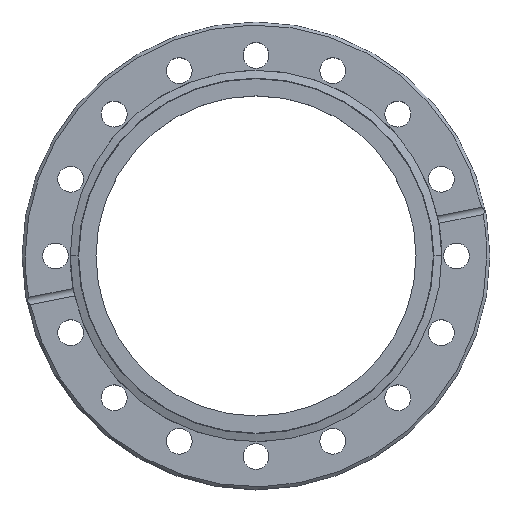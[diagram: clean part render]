
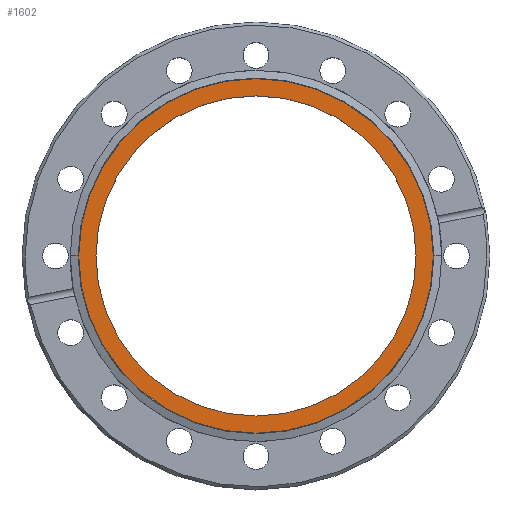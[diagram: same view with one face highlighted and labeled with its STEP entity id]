
A CAD part, top view. The second image highlights one B-rep face of the part: STEP entity #1602.
In plain terms, the highlighted planar face has unit normal (0, 0, 1).
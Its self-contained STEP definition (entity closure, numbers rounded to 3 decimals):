
#51 = CARTESIAN_POINT ( 'NONE',  ( -57.598, 0., -1.2 ) ) ;
#146 = DIRECTION ( 'NONE',  ( 0., 0., -1. ) ) ;
#206 = CARTESIAN_POINT ( 'NONE',  ( 0., 0., -1.2 ) ) ;
#327 = EDGE_LOOP ( 'NONE', ( #2656, #2695 ) ) ;
#513 = AXIS2_PLACEMENT_3D ( 'NONE', #1983, #2004, #2031 ) ;
#679 = EDGE_CURVE ( 'NONE', #1829, #3304, #1331, .T. ) ;
#726 = FACE_OUTER_BOUND ( 'NONE', #2426, .T. ) ;
#818 = ORIENTED_EDGE ( 'NONE', *, *, #679, .F. ) ;
#986 = DIRECTION ( 'NONE',  ( -1., 0., 0. ) ) ;
#990 = DIRECTION ( 'NONE',  ( 0., 0., -1. ) ) ;
#994 = CARTESIAN_POINT ( 'NONE',  ( 0., 0., -1.2 ) ) ;
#1046 = AXIS2_PLACEMENT_3D ( 'NONE', #994, #990, #986 ) ;
#1082 = EDGE_CURVE ( 'NONE', #3304, #1829, #1655, .T. ) ;
#1086 = FACE_BOUND ( 'NONE', #327, .T. ) ;
#1260 = CIRCLE ( 'NONE', #2864, 52. ) ;
#1299 = CARTESIAN_POINT ( 'NONE',  ( 57.598, 0., -1.2 ) ) ;
#1331 = CIRCLE ( 'NONE', #2243, 57.598 ) ;
#1333 = CIRCLE ( 'NONE', #1951, 52. ) ;
#1415 = PLANE ( 'NONE',  #513 ) ;
#1602 = ADVANCED_FACE ( 'NONE', ( #726, #1086 ), #1415, .F. ) ;
#1655 = CIRCLE ( 'NONE', #1046, 57.598 ) ;
#1742 = VERTEX_POINT ( 'NONE', #2729 ) ;
#1788 = EDGE_CURVE ( 'NONE', #2815, #1742, #1260, .T. ) ;
#1829 = VERTEX_POINT ( 'NONE', #51 ) ;
#1951 = AXIS2_PLACEMENT_3D ( 'NONE', #206, #146, #3066 ) ;
#1983 = CARTESIAN_POINT ( 'NONE',  ( 57.598, 0., -1.2 ) ) ;
#2004 = DIRECTION ( 'NONE',  ( 0., 0., -1. ) ) ;
#2031 = DIRECTION ( 'NONE',  ( -1., 0., 0. ) ) ;
#2233 = CARTESIAN_POINT ( 'NONE',  ( -52., 0., -1.2 ) ) ;
#2243 = AXIS2_PLACEMENT_3D ( 'NONE', #2980, #2975, #2963 ) ;
#2426 = EDGE_LOOP ( 'NONE', ( #2617, #818 ) ) ;
#2440 = EDGE_CURVE ( 'NONE', #1742, #2815, #1333, .T. ) ;
#2617 = ORIENTED_EDGE ( 'NONE', *, *, #1082, .F. ) ;
#2656 = ORIENTED_EDGE ( 'NONE', *, *, #1788, .T. ) ;
#2695 = ORIENTED_EDGE ( 'NONE', *, *, #2440, .T. ) ;
#2729 = CARTESIAN_POINT ( 'NONE',  ( 52., 0., -1.2 ) ) ;
#2815 = VERTEX_POINT ( 'NONE', #2233 ) ;
#2864 = AXIS2_PLACEMENT_3D ( 'NONE', #2895, #2910, #2927 ) ;
#2895 = CARTESIAN_POINT ( 'NONE',  ( 0., 0., -1.2 ) ) ;
#2910 = DIRECTION ( 'NONE',  ( 0., 0., -1. ) ) ;
#2927 = DIRECTION ( 'NONE',  ( -1., 0., 0. ) ) ;
#2963 = DIRECTION ( 'NONE',  ( -1., 0., 0. ) ) ;
#2975 = DIRECTION ( 'NONE',  ( 0., 0., -1. ) ) ;
#2980 = CARTESIAN_POINT ( 'NONE',  ( 0., 0., -1.2 ) ) ;
#3066 = DIRECTION ( 'NONE',  ( -1., 0., 0. ) ) ;
#3304 = VERTEX_POINT ( 'NONE', #1299 ) ;
